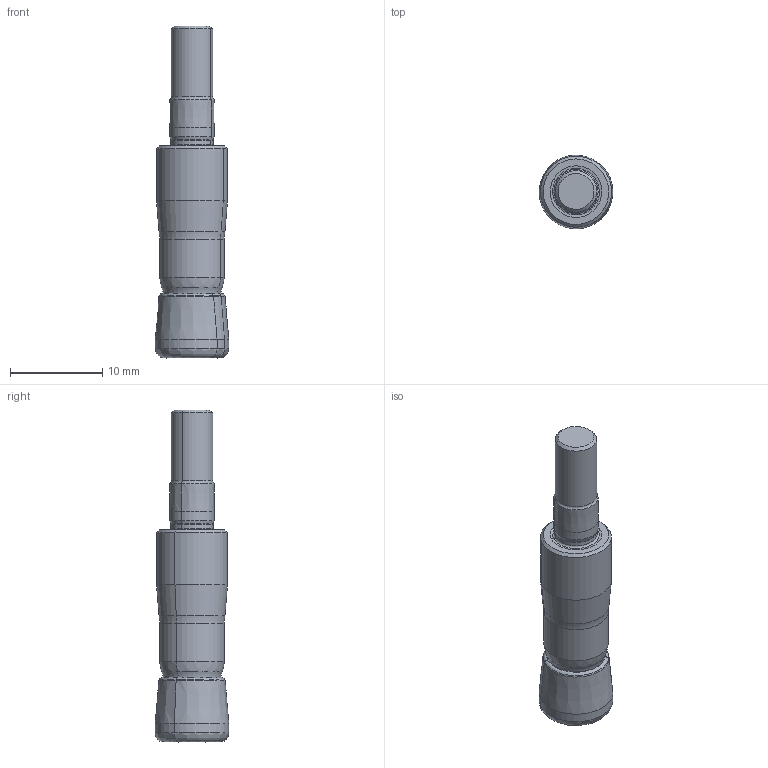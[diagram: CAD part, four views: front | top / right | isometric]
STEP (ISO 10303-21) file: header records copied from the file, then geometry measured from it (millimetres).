
FILE_DESCRIPTION(('CATIA V5 STEP Exchange'),'2;1');
FILE_NAME('Bm57977-FT_BS90 TE08.008 Z02 M45 077_Kollsionsmodell.stp','2019-08-28T11:23:27+00:00',('none'),('none'),'CATIA Version 5-6 Release 2016 SP5 HF39','CATIA V5 STEP AP203','none');
FILE_SCHEMA(('CONFIG_CONTROL_DESIGN'));
Length unit declared in the file: millimetre
Products named in the file (1): Part2
Bounding box: 7.99 x 7.99 x 36 mm (x, y, z)
Volume: 1208.4 mm3; surface area: 858.6 mm2
Topology: 1 solids, 2 shells, 60 faces, 135 edges, 79 vertices
Faces by surface type: cone 16, revolution 14, cylinder 13, torus 12, plane 3, sphere 2
Entity records: 1682 total; most frequent: CARTESIAN_POINT 478, ORIENTED_EDGE 236, DIRECTION 179, EDGE_CURVE 126, AXIS2_PLACEMENT_3D 105, CIRCLE 79, VERTEX_POINT 71, EDGE_LOOP 62
